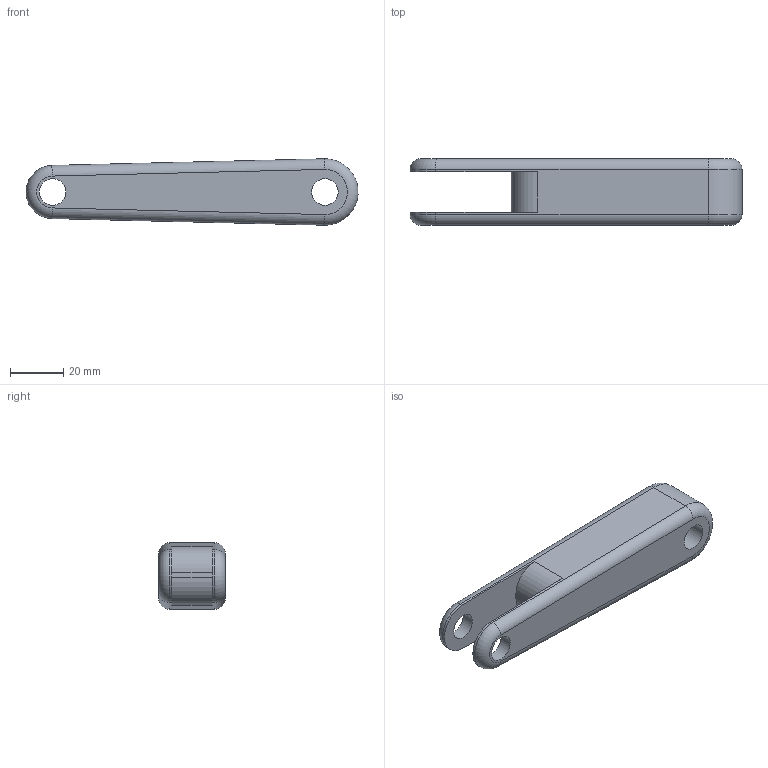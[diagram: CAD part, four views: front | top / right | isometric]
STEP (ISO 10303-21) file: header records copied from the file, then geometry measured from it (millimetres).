
FILE_DESCRIPTION(/* description */ (''),/* implementation_level */ '2;1');
FILE_NAME(/* name */ 'SAL_Follower.step',/* time_stamp */ '2025-05-21T10:15:33-04:00',/* author */ (''),/* organization */ (''),/* preprocessor_version */ 'ST-DEVELOPER v20.1',/* originating_system */ 'Autodesk Translation Framework v14.10.0.0',/* authorisation */ '');
FILE_SCHEMA (('AUTOMOTIVE_DESIGN { 1 0 10303 214 3 1 1 }'));
Length unit declared in the file: millimetre
Products named in the file (1): Ground
Bounding box: 124.96 x 25 x 24.99 mm (x, y, z)
Volume: 50423 mm3; surface area: 13167.1 mm2
Topology: 1 solids, 1 shells, 298 faces, 829 edges, 550 vertices
Faces by surface type: bspline 151, plane 81, cylinder 62, torus 4
Full cylindrical faces by diameter (mm): 0.422 x1, 0.954 x1, 10 x3
Entity records: 10052 total; most frequent: CARTESIAN_POINT 3095, ORIENTED_EDGE 1658, DIRECTION 1079, EDGE_CURVE 829, VERTEX_POINT 550, LINE 399, VECTOR 399, AXIS2_PLACEMENT_3D 340
